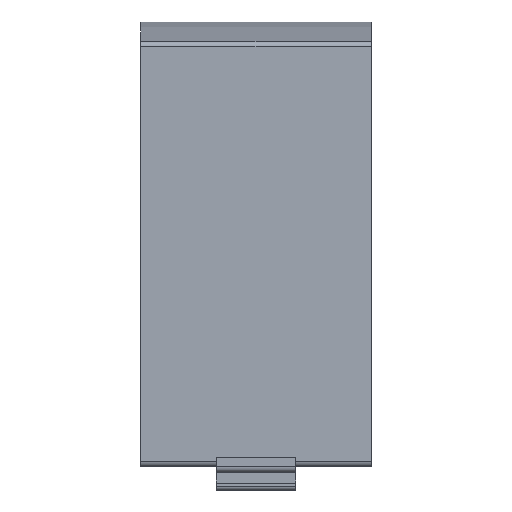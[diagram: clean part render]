
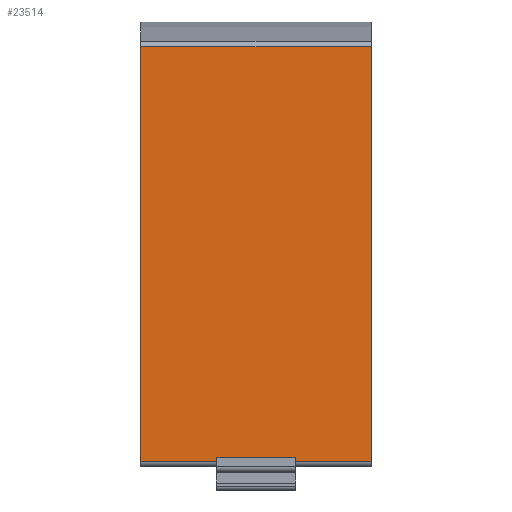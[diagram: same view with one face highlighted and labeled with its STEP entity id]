
A CAD part, front view. The second image highlights one B-rep face of the part: STEP entity #23514.
In plain terms, the highlighted planar face has unit normal (0, -1, 0).
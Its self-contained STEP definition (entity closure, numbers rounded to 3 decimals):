
#17282=CARTESIAN_POINT('',(64.,-62.25,116.24));
#17283=VERTEX_POINT('',#17282);
#17291=CARTESIAN_POINT('',(64.0,-62.25,1.008));
#17292=VERTEX_POINT('',#17291);
#17293=CARTESIAN_POINT('',(64.0,-62.25,1.008));
#17294=DIRECTION('',(0.0,0.0,1.0));
#17295=VECTOR('',#17294,115.232);
#17296=LINE('',#17293,#17295);
#17297=EDGE_CURVE('',#17292,#17283,#17296,.T.);
#23471=CARTESIAN_POINT('',(0.,-62.25,116.24));
#23472=VERTEX_POINT('',#23471);
#23480=CARTESIAN_POINT('',(64.,-62.25,116.24));
#23481=DIRECTION('',(-1.0,0.0,0.0));
#23482=VECTOR('',#23481,64.);
#23483=LINE('',#23480,#23482);
#23484=EDGE_CURVE('',#17283,#23472,#23483,.T.);
#23491=CARTESIAN_POINT('',(1.,-62.25,116.24));
#23492=DIRECTION('',(0.0,-1.0,0.0));
#23493=DIRECTION('',(1.0,0.0,0.0));
#23494=AXIS2_PLACEMENT_3D('',#23491,#23492,#23493);
#23495=PLANE('',#23494);
#23496=CARTESIAN_POINT('',(0.0,-62.25,1.008));
#23497=VERTEX_POINT('',#23496);
#23498=CARTESIAN_POINT('',(0.,-62.25,116.24));
#23499=DIRECTION('',(0.0,0.0,-1.0));
#23500=VECTOR('',#23499,115.232);
#23501=LINE('',#23498,#23500);
#23502=EDGE_CURVE('',#23472,#23497,#23501,.T.);
#23503=ORIENTED_EDGE('',*,*,#23502,.T.);
#23504=CARTESIAN_POINT('',(64.0,-62.25,1.008));
#23505=DIRECTION('',(-1.0,0.0,0.0));
#23506=VECTOR('',#23505,64.0);
#23507=LINE('',#23504,#23506);
#23508=EDGE_CURVE('',#17292,#23497,#23507,.T.);
#23509=ORIENTED_EDGE('',*,*,#23508,.F.);
#23510=ORIENTED_EDGE('',*,*,#17297,.T.);
#23511=ORIENTED_EDGE('',*,*,#23484,.T.);
#23512=EDGE_LOOP('',(#23503,#23509,#23510,#23511));
#23513=FACE_OUTER_BOUND('',#23512,.T.);
#23514=ADVANCED_FACE('',(#23513),#23495,.T.);
